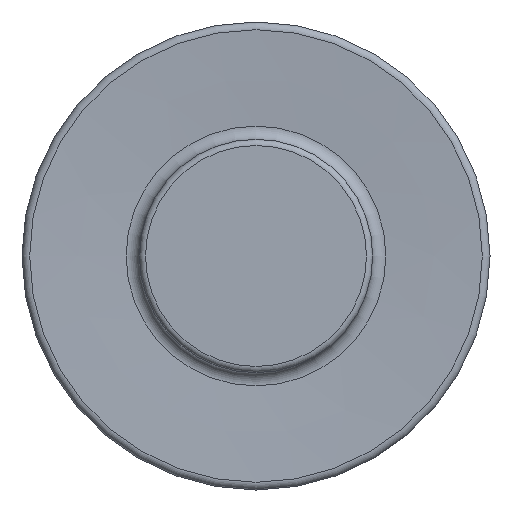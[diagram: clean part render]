
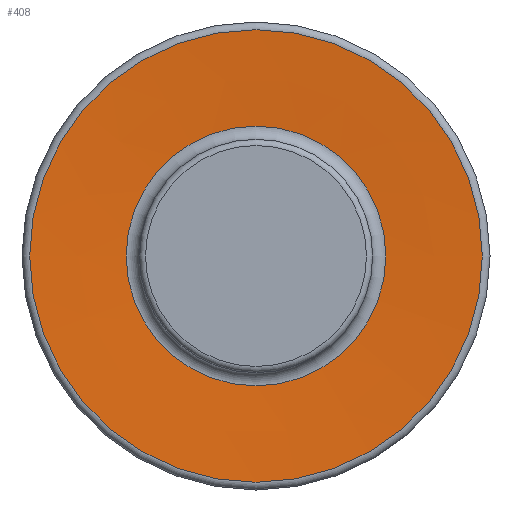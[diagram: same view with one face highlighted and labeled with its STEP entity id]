
A CAD part, left-side view. The second image highlights one B-rep face of the part: STEP entity #408.
In plain terms, the highlighted conical face has half-angle 87 degrees and reference radius 3.702 mm.
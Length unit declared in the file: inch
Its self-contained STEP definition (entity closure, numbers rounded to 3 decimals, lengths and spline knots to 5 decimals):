
#76=CONICAL_SURFACE('',#482,0.14576,87.);
#104=FACE_BOUND('',#156,.T.);
#119=FACE_OUTER_BOUND('',#155,.T.);
#155=EDGE_LOOP('',(#307));
#156=EDGE_LOOP('',(#308));
#193=CIRCLE('',#481,0.18133);
#194=CIRCLE('',#483,0.10402);
#213=VERTEX_POINT('',#695);
#214=VERTEX_POINT('',#698);
#251=EDGE_CURVE('',#213,#213,#193,.T.);
#252=EDGE_CURVE('',#214,#214,#194,.T.);
#307=ORIENTED_EDGE('',*,*,#252,.T.);
#308=ORIENTED_EDGE('',*,*,#251,.F.);
#408=ADVANCED_FACE('',(#119,#104),#76,.F.);
#481=AXIS2_PLACEMENT_3D('',#696,#560,#561);
#482=AXIS2_PLACEMENT_3D('',#697,#562,#563);
#483=AXIS2_PLACEMENT_3D('',#699,#564,#565);
#560=DIRECTION('center_axis',(1.,0.,0.));
#561=DIRECTION('ref_axis',(0.,-1.,0.));
#562=DIRECTION('center_axis',(-1.,0.,0.));
#563=DIRECTION('ref_axis',(0.,1.,0.));
#564=DIRECTION('center_axis',(1.,0.,0.));
#565=DIRECTION('ref_axis',(0.,1.,0.));
#695=CARTESIAN_POINT('',(0.70532,0.18133,0.));
#696=CARTESIAN_POINT('Origin',(0.70532,0.,0.));
#697=CARTESIAN_POINT('Origin',(0.70719,0.,0.));
#698=CARTESIAN_POINT('',(0.70937,0.10402,0.));
#699=CARTESIAN_POINT('Origin',(0.70937,0.,0.));
